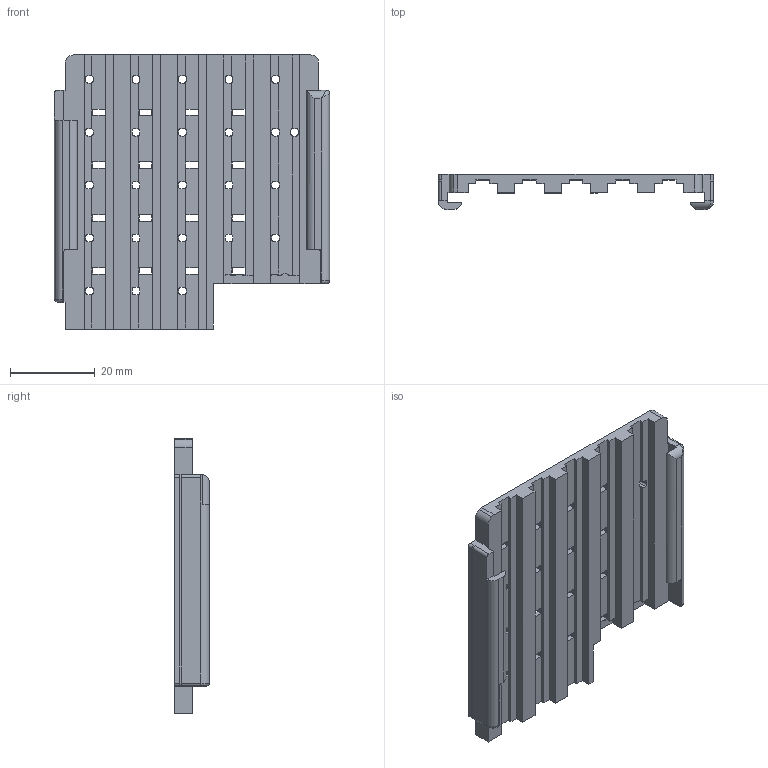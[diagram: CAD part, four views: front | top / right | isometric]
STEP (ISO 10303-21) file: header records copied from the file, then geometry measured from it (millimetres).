
FILE_DESCRIPTION(/* description */ (''),/* implementation_level */ '2;1');
FILE_NAME(/* name */ 'po_cover.step',/* time_stamp */ '2024-01-21T01:09:17-05:00',/* author */ (''),/* organization */ (''),/* preprocessor_version */ 'ST-DEVELOPER v20',/* originating_system */ 'Autodesk Translation Framework v12.14.0.127',/* authorisation */ '');
FILE_SCHEMA (('AUTOMOTIVE_DESIGN { 1 0 10303 214 3 1 1 }'));
Length unit declared in the file: millimetre
Products named in the file (1): COVER_thin
Bounding box: 65 x 8.25 x 64.76 mm (x, y, z)
Volume: 11887.7 mm3; surface area: 11690.7 mm2
Topology: 1 solids, 1 shells, 503 faces, 1563 edges, 1036 vertices
Faces by surface type: plane 322, cylinder 176, torus 4, bspline 1
Entity records: 17627 total; most frequent: CARTESIAN_POINT 3156, ORIENTED_EDGE 3124, DIRECTION 2965, EDGE_CURVE 1562, LINE 1161, VECTOR 1161, VERTEX_POINT 1036, AXIS2_PLACEMENT_3D 902
